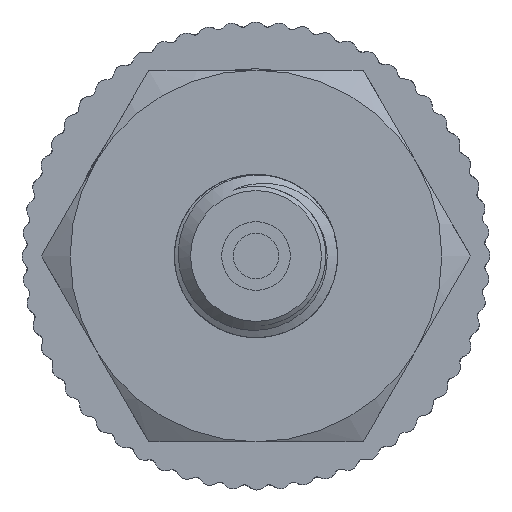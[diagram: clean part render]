
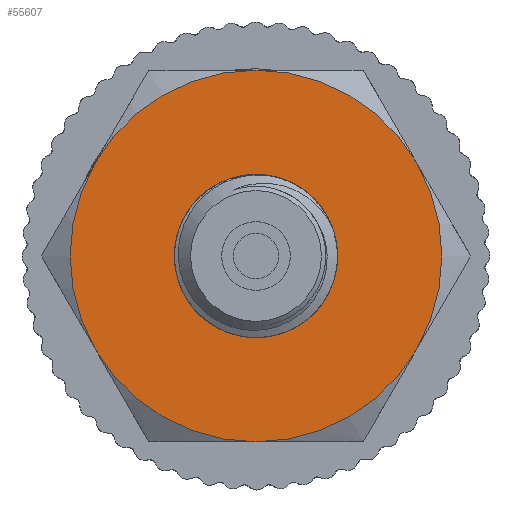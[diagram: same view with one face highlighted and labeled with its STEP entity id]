
A CAD part, left-side view. The second image highlights one B-rep face of the part: STEP entity #55607.
In plain terms, the highlighted planar face has unit normal (-1, 0, 0).
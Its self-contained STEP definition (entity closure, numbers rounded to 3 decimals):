
#5065=PLANE('',#58999);
#7211=FACE_BOUND('',#11774,.T.);
#8243=FACE_OUTER_BOUND('',#11773,.T.);
#11773=EDGE_LOOP('',(#38665));
#11774=EDGE_LOOP('',(#38666));
#15409=CIRCLE('',#58980,5.9);
#15416=CIRCLE('',#58997,13.5);
#22774=VERTEX_POINT('',#93987);
#22779=VERTEX_POINT('',#94711);
#28880=EDGE_CURVE('',#22774,#22774,#15409,.T.);
#28893=EDGE_CURVE('',#22779,#22779,#15416,.T.);
#38665=ORIENTED_EDGE('',*,*,#28893,.F.);
#38666=ORIENTED_EDGE('',*,*,#28880,.T.);
#55607=ADVANCED_FACE('',(#8243,#7211),#5065,.T.);
#58980=AXIS2_PLACEMENT_3D('',#93988,#67091,#67092);
#58997=AXIS2_PLACEMENT_3D('',#94713,#67129,#67130);
#58999=AXIS2_PLACEMENT_3D('',#94715,#67133,#67134);
#67091=DIRECTION('center_axis',(1.,0.,0.));
#67092=DIRECTION('ref_axis',(0.,0.,-1.));
#67129=DIRECTION('center_axis',(1.,0.,0.));
#67130=DIRECTION('ref_axis',(0.,0.,-1.));
#67133=DIRECTION('center_axis',(-1.,0.,0.));
#67134=DIRECTION('ref_axis',(0.,0.,1.));
#93987=CARTESIAN_POINT('',(-47.,0.,5.9));
#93988=CARTESIAN_POINT('Origin',(-47.,0.,0.));
#94711=CARTESIAN_POINT('',(-47.,-13.5,0.));
#94713=CARTESIAN_POINT('Origin',(-47.,0.,0.));
#94715=CARTESIAN_POINT('Origin',(-47.,13.5,0.));
